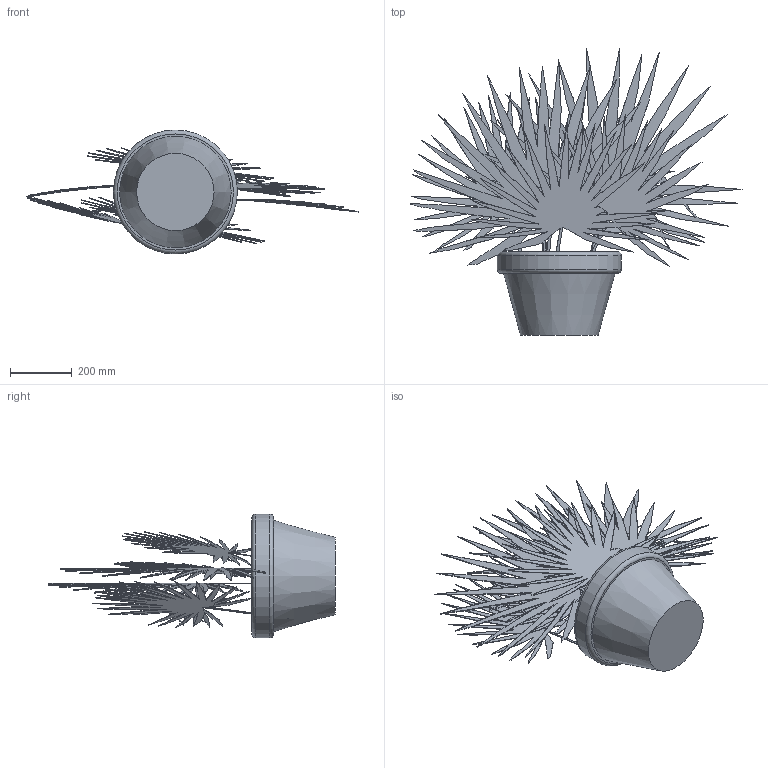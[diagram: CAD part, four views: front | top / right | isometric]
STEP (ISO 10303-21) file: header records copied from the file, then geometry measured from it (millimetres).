
FILE_DESCRIPTION(/* description */ (''),/* implementation_level */ '2;1');
FILE_NAME(/* name */ 'Palm plant v3.step',/* time_stamp */ '2019-04-10T10:35:58+02:00',/* author */ ('lars.hoeben'),/* organization */ (''),/* preprocessor_version */ 'ST-DEVELOPER v18',/* originating_system */ 'Autodesk Translation Framework v8.2.0.1029',/* authorisation */ '');
FILE_SCHEMA (('AUTOMOTIVE_DESIGN { 1 0 10303 214 3 1 1 }'));
Length unit declared in the file: millimetre
Products named in the file (4): Palm plant; Component1; Component2; Component3
Assembly tree (3 placements, depth 3):
  Palm plant
    Component1
    Component2
      Component3
Bounding box: 1071.92 x 926.34 x 400 mm (x, y, z)
Volume: 22601561.7 mm3; surface area: 1978351.8 mm2
Topology: 7 solids, 7 shells, 627 faces, 1836 edges, 1223 vertices
Faces by surface type: plane 378, cylinder 236, bspline 10, torus 2, cone 1
Full cylindrical faces by diameter (mm): 360 x1, 400 x1
Entity records: 22177 total; most frequent: CARTESIAN_POINT 5157, ORIENTED_EDGE 3668, DIRECTION 3471, EDGE_CURVE 1834, VERTEX_POINT 1223, AXIS2_PLACEMENT_3D 1193, LINE 1085, VECTOR 1085
